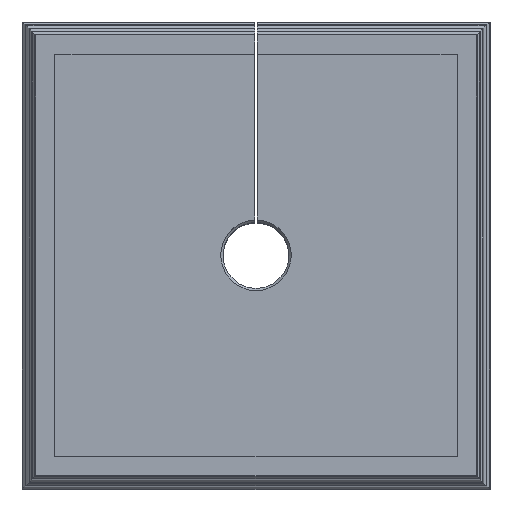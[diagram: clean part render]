
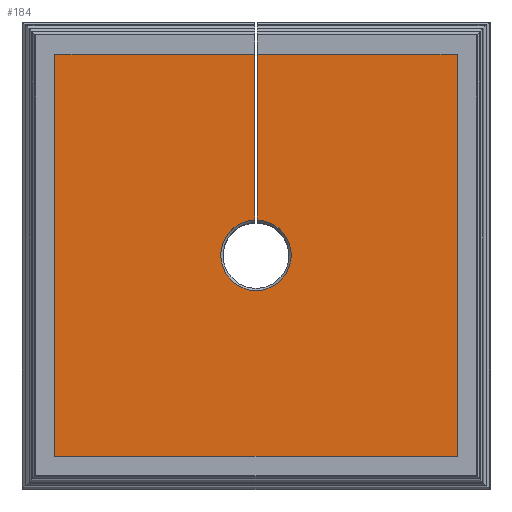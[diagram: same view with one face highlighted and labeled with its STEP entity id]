
A CAD part, top view. The second image highlights one B-rep face of the part: STEP entity #184.
In plain terms, the highlighted planar face has unit normal (0, 0, 1).
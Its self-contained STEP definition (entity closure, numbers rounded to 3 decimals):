
#55=CIRCLE('',#1931,1.5);
#184=ADVANCED_FACE('',(#359),#282,.T.);
#282=PLANE('',#1932);
#359=FACE_OUTER_BOUND('',#463,.T.);
#463=EDGE_LOOP('',(#760,#761,#762,#763,#764,#765,#766,#767));
#760=ORIENTED_EDGE('',*,*,#1359,.F.);
#761=ORIENTED_EDGE('',*,*,#1360,.T.);
#762=ORIENTED_EDGE('',*,*,#1361,.T.);
#763=ORIENTED_EDGE('',*,*,#1362,.T.);
#764=ORIENTED_EDGE('',*,*,#1363,.T.);
#765=ORIENTED_EDGE('',*,*,#1237,.T.);
#766=ORIENTED_EDGE('',*,*,#1364,.F.);
#767=ORIENTED_EDGE('',*,*,#1365,.F.);
#1063=VERTEX_POINT('',#2482);
#1065=VERTEX_POINT('',#2485);
#1144=VERTEX_POINT('',#2850);
#1145=VERTEX_POINT('',#2851);
#1146=VERTEX_POINT('',#2853);
#1147=VERTEX_POINT('',#2855);
#1148=VERTEX_POINT('',#2857);
#1149=VERTEX_POINT('',#2860);
#1237=EDGE_CURVE('',#1065,#1063,#1499,.T.);
#1359=EDGE_CURVE('',#1144,#1145,#1599,.T.);
#1360=EDGE_CURVE('',#1144,#1146,#1600,.T.);
#1361=EDGE_CURVE('',#1146,#1147,#1601,.T.);
#1362=EDGE_CURVE('',#1147,#1148,#1602,.T.);
#1363=EDGE_CURVE('',#1148,#1065,#1603,.T.);
#1364=EDGE_CURVE('',#1149,#1063,#1604,.T.);
#1365=EDGE_CURVE('',#1145,#1149,#55,.T.);
#1499=LINE('',#2484,#1694);
#1599=LINE('',#2849,#1794);
#1600=LINE('',#2852,#1795);
#1601=LINE('',#2854,#1796);
#1602=LINE('',#2856,#1797);
#1603=LINE('',#2858,#1798);
#1604=LINE('',#2859,#1799);
#1694=VECTOR('',#2039,1.);
#1794=VECTOR('',#2227,1.);
#1795=VECTOR('',#2228,1.);
#1796=VECTOR('',#2229,1.);
#1797=VECTOR('',#2230,1.);
#1798=VECTOR('',#2231,1.);
#1799=VECTOR('',#2232,1.);
#1931=AXIS2_PLACEMENT_3D('',#2861,#2233,#2234);
#1932=AXIS2_PLACEMENT_3D('',#2862,#2235,#2236);
#2039=DIRECTION('',(-1.,0.,0.));
#2227=DIRECTION('',(0.,-1.,0.));
#2228=DIRECTION('',(-1.,0.,0.));
#2229=DIRECTION('',(0.,-1.,0.));
#2230=DIRECTION('',(1.,0.,0.));
#2231=DIRECTION('',(0.,1.,0.));
#2232=DIRECTION('',(0.,1.,0.));
#2233=DIRECTION('',(0.,0.,1.));
#2234=DIRECTION('',(1.,0.,0.));
#2235=DIRECTION('',(0.,0.,1.));
#2236=DIRECTION('',(-1.,0.,0.));
#2482=CARTESIAN_POINT('',(0.05,8.55,17.7));
#2484=CARTESIAN_POINT('',(8.55,8.55,17.7));
#2485=CARTESIAN_POINT('',(8.55,8.55,17.7));
#2849=CARTESIAN_POINT('',(-0.05,0.,17.7));
#2850=CARTESIAN_POINT('',(-0.05,8.55,17.7));
#2851=CARTESIAN_POINT('',(-0.05,1.499,17.7));
#2852=CARTESIAN_POINT('',(8.55,8.55,17.7));
#2853=CARTESIAN_POINT('',(-8.55,8.55,17.7));
#2854=CARTESIAN_POINT('',(-8.55,8.55,17.7));
#2855=CARTESIAN_POINT('',(-8.55,-8.55,17.7));
#2856=CARTESIAN_POINT('',(-8.55,-8.55,17.7));
#2857=CARTESIAN_POINT('',(8.55,-8.55,17.7));
#2858=CARTESIAN_POINT('',(8.55,-8.55,17.7));
#2859=CARTESIAN_POINT('',(0.05,0.,17.7));
#2860=CARTESIAN_POINT('',(0.05,1.499,17.7));
#2861=CARTESIAN_POINT('',(0.,0.,17.7));
#2862=CARTESIAN_POINT('',(0.,0.,17.7));
